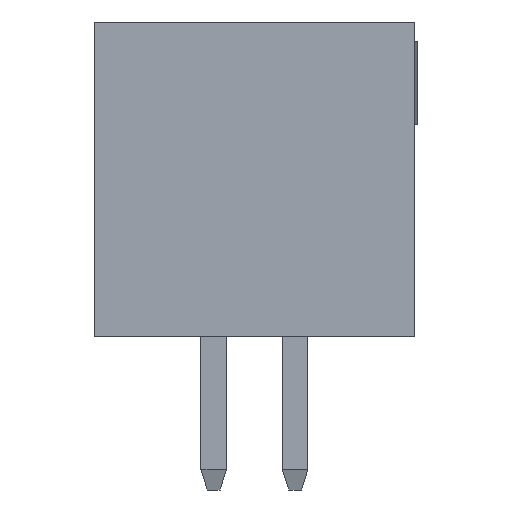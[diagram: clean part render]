
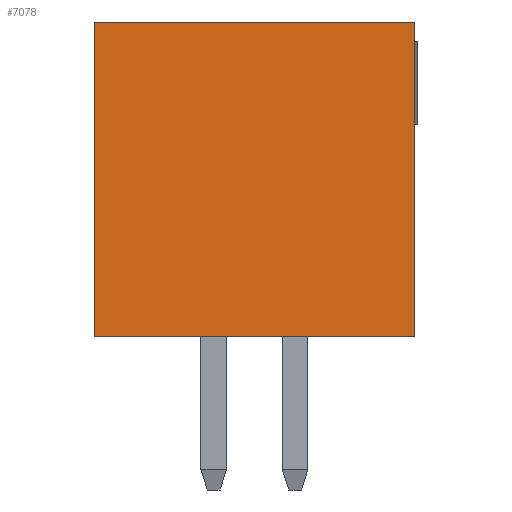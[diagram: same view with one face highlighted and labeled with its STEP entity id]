
A CAD part, left-side view. The second image highlights one B-rep face of the part: STEP entity #7078.
In plain terms, the highlighted planar face has unit normal (-1, 0, 0).
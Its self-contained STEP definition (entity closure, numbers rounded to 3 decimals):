
#1021=ORIENTED_EDGE('',*,*,#2031,.F.);
#1022=ORIENTED_EDGE('',*,*,#2014,.F.);
#1023=ORIENTED_EDGE('',*,*,#1643,.T.);
#1024=ORIENTED_EDGE('',*,*,#2170,.T.);
#1643=EDGE_CURVE('',#2408,#2407,#2899,.T.);
#2014=EDGE_CURVE('',#2408,#2668,#3270,.T.);
#2031=EDGE_CURVE('',#2668,#2675,#3287,.T.);
#2170=EDGE_CURVE('',#2407,#2675,#3426,.T.);
#2407=VERTEX_POINT('',#8829);
#2408=VERTEX_POINT('',#8831);
#2668=VERTEX_POINT('',#9562);
#2675=VERTEX_POINT('',#9587);
#2899=LINE('',#8830,#3663);
#3270=LINE('',#9561,#4034);
#3287=LINE('',#9586,#4051);
#3426=LINE('',#9862,#4190);
#3663=VECTOR('',#7500,1000.);
#4034=VECTOR('',#8071,1000.);
#4051=VECTOR('',#8090,1000.);
#4190=VECTOR('',#8299,1000.);
#4576=EDGE_LOOP('',(#1021,#1022,#1023,#1024));
#4854=FACE_BOUND('',#4576,.T.);
#5111=PLANE('',#7346);
#7078=ADVANCED_FACE('',(#4854),#5111,.T.);
#7346=AXIS2_PLACEMENT_3D('',#9863,#8300,#8301);
#7500=DIRECTION('',(0.,0.,1.));
#8071=DIRECTION('',(0.,1.,0.));
#8090=DIRECTION('',(0.,0.,1.));
#8299=DIRECTION('',(0.,1.,0.));
#8300=DIRECTION('',(-1.,0.,0.));
#8301=DIRECTION('',(0.,0.,1.));
#8829=CARTESIAN_POINT('',(-9.525,-2.5,2.45));
#8830=CARTESIAN_POINT('',(-9.525,-2.5,-2.45));
#8831=CARTESIAN_POINT('',(-9.525,-2.5,-2.45));
#9561=CARTESIAN_POINT('',(-9.525,-2.5,-2.45));
#9562=CARTESIAN_POINT('',(-9.525,2.5,-2.45));
#9586=CARTESIAN_POINT('',(-9.525,2.5,-2.45));
#9587=CARTESIAN_POINT('',(-9.525,2.5,2.45));
#9862=CARTESIAN_POINT('',(-9.525,-2.5,2.45));
#9863=CARTESIAN_POINT('',(-9.525,-2.5,-2.45));
